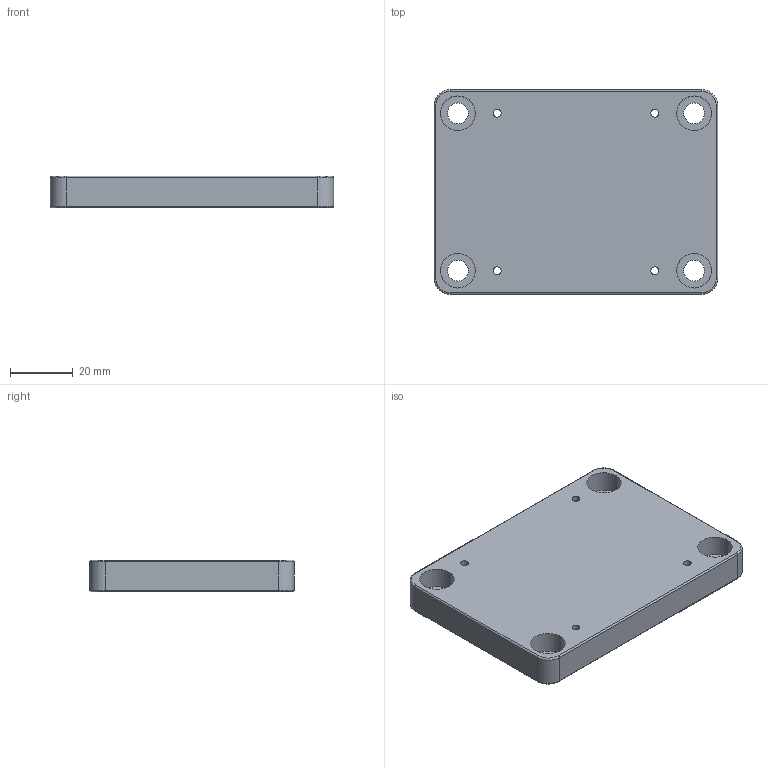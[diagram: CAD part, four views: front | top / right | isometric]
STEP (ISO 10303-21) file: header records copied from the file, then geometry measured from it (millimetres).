
FILE_DESCRIPTION (( 'STEP AP203' ), '1' );
FILE_NAME ('OMLB炵蹈蛌諉啣 OMLB01.STEP', '2021-05-20T08:50:58', ( 'Microsoft' ), ( 'Microsoft' ), 'SwSTEP 2.0', 'SolidWorks 2018', '' );
FILE_SCHEMA (( 'CONFIG_CONTROL_DESIGN' ));
Length unit declared in the file: millimetre
Products named in the file (2): OMLB01-01 ELPC8蟀諉啣1; OMLB炵蹈蛌諉啣 OMLB01
Assembly tree (1 placements, depth 2):
  OMLB炵蹈蛌諉啣 OMLB01
    OMLB01-01 ELPC8蟀諉啣1
Bounding box: 90 x 65 x 10 mm (x, y, z)
Volume: 55031.9 mm3; surface area: 15773.5 mm2
Topology: 1 solids, 1 shells, 186 faces, 470 edges, 308 vertices
Faces by surface type: plane 99, bspline 43, cylinder 36, torus 8
Entity records: 9418 total; most frequent: CARTESIAN_POINT 4937, ORIENTED_EDGE 940, DIRECTION 756, EDGE_CURVE 470, VERTEX_POINT 308, LINE 302, VECTOR 302, AXIS2_PLACEMENT_3D 227
